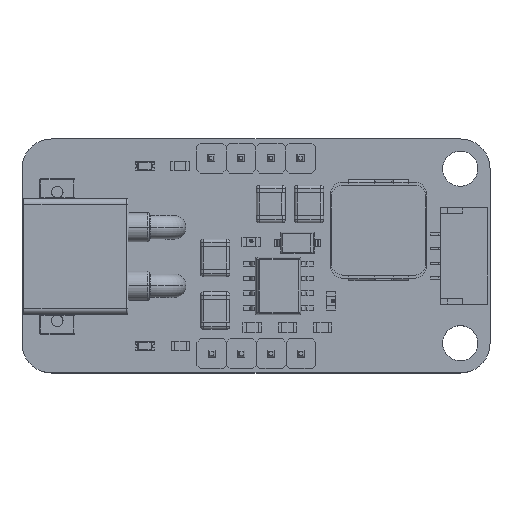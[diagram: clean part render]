
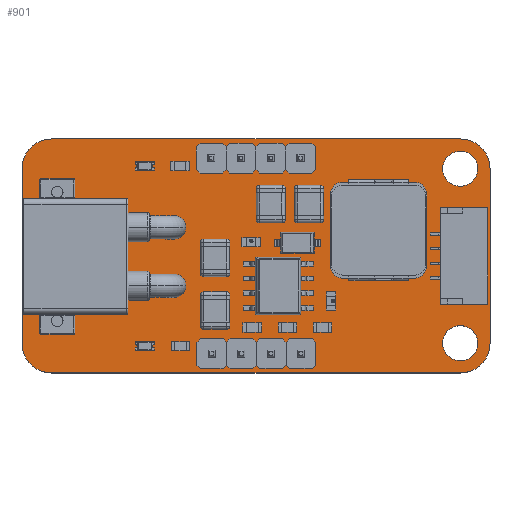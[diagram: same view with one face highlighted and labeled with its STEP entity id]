
A CAD part, top view. The second image highlights one B-rep face of the part: STEP entity #901.
In plain terms, the highlighted planar face has unit normal (0, 0, 1).
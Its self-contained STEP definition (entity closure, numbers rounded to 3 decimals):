
#132 = VERTEX_POINT('',#133);
#133 = CARTESIAN_POINT('',(25.4,27.94,1.691));
#139 = EDGE_CURVE('',#132,#140,#142,.T.);
#140 = VERTEX_POINT('',#141);
#141 = CARTESIAN_POINT('',(25.4,42.86,1.691));
#142 = LINE('',#143,#144);
#143 = CARTESIAN_POINT('',(25.4,27.94,1.691));
#144 = VECTOR('',#145,1.);
#145 = DIRECTION('',(0.,1.,0.));
#170 = EDGE_CURVE('',#140,#171,#173,.T.);
#171 = VERTEX_POINT('',#172);
#172 = CARTESIAN_POINT('',(27.94,45.4,1.691));
#173 = CIRCLE('',#174,2.54);
#174 = AXIS2_PLACEMENT_3D('',#175,#176,#177);
#175 = CARTESIAN_POINT('',(27.94,42.86,1.691));
#176 = DIRECTION('',(0.,0.,-1.));
#177 = DIRECTION('',(-1.,0.,0.));
#203 = EDGE_CURVE('',#171,#204,#206,.T.);
#204 = VERTEX_POINT('',#205);
#205 = CARTESIAN_POINT('',(62.86,45.4,1.691));
#206 = LINE('',#207,#208);
#207 = CARTESIAN_POINT('',(27.94,45.4,1.691));
#208 = VECTOR('',#209,1.);
#209 = DIRECTION('',(1.,0.,0.));
#234 = EDGE_CURVE('',#204,#235,#237,.T.);
#235 = VERTEX_POINT('',#236);
#236 = CARTESIAN_POINT('',(65.4,42.86,1.691));
#237 = CIRCLE('',#238,2.54);
#238 = AXIS2_PLACEMENT_3D('',#239,#240,#241);
#239 = CARTESIAN_POINT('',(62.86,42.86,1.691));
#240 = DIRECTION('',(0.,0.,-1.));
#241 = DIRECTION('',(0.,1.,0.));
#267 = EDGE_CURVE('',#235,#268,#270,.T.);
#268 = VERTEX_POINT('',#269);
#269 = CARTESIAN_POINT('',(65.4,27.94,1.691));
#270 = LINE('',#271,#272);
#271 = CARTESIAN_POINT('',(65.4,42.86,1.691));
#272 = VECTOR('',#273,1.);
#273 = DIRECTION('',(0.,-1.,0.));
#298 = EDGE_CURVE('',#268,#299,#301,.T.);
#299 = VERTEX_POINT('',#300);
#300 = CARTESIAN_POINT('',(62.86,25.4,1.691));
#301 = CIRCLE('',#302,2.54);
#302 = AXIS2_PLACEMENT_3D('',#303,#304,#305);
#303 = CARTESIAN_POINT('',(62.86,27.94,1.691));
#304 = DIRECTION('',(0.,0.,-1.));
#305 = DIRECTION('',(1.,0.,0.));
#331 = EDGE_CURVE('',#299,#332,#334,.T.);
#332 = VERTEX_POINT('',#333);
#333 = CARTESIAN_POINT('',(27.94,25.4,1.691));
#334 = LINE('',#335,#336);
#335 = CARTESIAN_POINT('',(62.86,25.4,1.691));
#336 = VECTOR('',#337,1.);
#337 = DIRECTION('',(-1.,0.,0.));
#362 = EDGE_CURVE('',#332,#132,#363,.T.);
#363 = CIRCLE('',#364,2.54);
#364 = AXIS2_PLACEMENT_3D('',#365,#366,#367);
#365 = CARTESIAN_POINT('',(27.94,27.94,1.691));
#366 = DIRECTION('',(0.,0.,-1.));
#367 = DIRECTION('',(0.,-1.,0.));
#388 = VERTEX_POINT('',#389);
#389 = CARTESIAN_POINT('',(28.948,29.894,1.691));
#395 = EDGE_CURVE('',#388,#388,#396,.T.);
#396 = CIRCLE('',#397,0.5);
#397 = AXIS2_PLACEMENT_3D('',#398,#399,#400);
#398 = CARTESIAN_POINT('',(28.448,29.894,1.691));
#399 = DIRECTION('',(0.,0.,1.));
#400 = DIRECTION('',(1.,0.,0.));
#421 = VERTEX_POINT('',#422);
#422 = CARTESIAN_POINT('',(42.116,27.051,1.691));
#428 = EDGE_CURVE('',#421,#421,#429,.T.);
#429 = CIRCLE('',#430,0.5);
#430 = AXIS2_PLACEMENT_3D('',#431,#432,#433);
#431 = CARTESIAN_POINT('',(41.616,27.051,1.691));
#432 = DIRECTION('',(0.,0.,1.));
#433 = DIRECTION('',(1.,0.,0.));
#454 = VERTEX_POINT('',#455);
#455 = CARTESIAN_POINT('',(39.348,32.894,1.691));
#461 = EDGE_CURVE('',#454,#454,#462,.T.);
#462 = CIRCLE('',#463,0.9);
#463 = AXIS2_PLACEMENT_3D('',#464,#465,#466);
#464 = CARTESIAN_POINT('',(38.448,32.894,1.691));
#465 = DIRECTION('',(0.,0.,1.));
#466 = DIRECTION('',(1.,0.,0.));
#487 = VERTEX_POINT('',#488);
#488 = CARTESIAN_POINT('',(39.348,37.894,1.691));
#494 = EDGE_CURVE('',#487,#487,#495,.T.);
#495 = CIRCLE('',#496,0.9);
#496 = AXIS2_PLACEMENT_3D('',#497,#498,#499);
#497 = CARTESIAN_POINT('',(38.448,37.894,1.691));
#498 = DIRECTION('',(0.,0.,1.));
#499 = DIRECTION('',(1.,0.,0.));
#520 = VERTEX_POINT('',#521);
#521 = CARTESIAN_POINT('',(28.948,40.894,1.691));
#527 = EDGE_CURVE('',#520,#520,#528,.T.);
#528 = CIRCLE('',#529,0.5);
#529 = AXIS2_PLACEMENT_3D('',#530,#531,#532);
#530 = CARTESIAN_POINT('',(28.448,40.894,1.691));
#531 = DIRECTION('',(0.,0.,1.));
#532 = DIRECTION('',(1.,0.,0.));
#553 = VERTEX_POINT('',#554);
#554 = CARTESIAN_POINT('',(44.624,43.749,1.691));
#560 = EDGE_CURVE('',#553,#553,#561,.T.);
#561 = CIRCLE('',#562,0.5);
#562 = AXIS2_PLACEMENT_3D('',#563,#564,#565);
#563 = CARTESIAN_POINT('',(44.124,43.749,1.691));
#564 = DIRECTION('',(0.,0.,1.));
#565 = DIRECTION('',(1.,0.,0.));
#586 = VERTEX_POINT('',#587);
#587 = CARTESIAN_POINT('',(42.084,43.749,1.691));
#593 = EDGE_CURVE('',#586,#586,#594,.T.);
#594 = CIRCLE('',#595,0.5);
#595 = AXIS2_PLACEMENT_3D('',#596,#597,#598);
#596 = CARTESIAN_POINT('',(41.584,43.749,1.691));
#597 = DIRECTION('',(0.,0.,1.));
#598 = DIRECTION('',(1.,0.,0.));
#619 = VERTEX_POINT('',#620);
#620 = CARTESIAN_POINT('',(44.656,27.051,1.691));
#626 = EDGE_CURVE('',#619,#619,#627,.T.);
#627 = CIRCLE('',#628,0.5);
#628 = AXIS2_PLACEMENT_3D('',#629,#630,#631);
#629 = CARTESIAN_POINT('',(44.156,27.051,1.691));
#630 = DIRECTION('',(0.,0.,1.));
#631 = DIRECTION('',(1.,0.,0.));
#652 = VERTEX_POINT('',#653);
#653 = CARTESIAN_POINT('',(47.196,27.051,1.691));
#659 = EDGE_CURVE('',#652,#652,#660,.T.);
#660 = CIRCLE('',#661,0.5);
#661 = AXIS2_PLACEMENT_3D('',#662,#663,#664);
#662 = CARTESIAN_POINT('',(46.696,27.051,1.691));
#663 = DIRECTION('',(0.,0.,1.));
#664 = DIRECTION('',(1.,0.,0.));
#685 = VERTEX_POINT('',#686);
#686 = CARTESIAN_POINT('',(64.36,27.94,1.691));
#692 = EDGE_CURVE('',#685,#685,#693,.T.);
#693 = CIRCLE('',#694,1.5);
#694 = AXIS2_PLACEMENT_3D('',#695,#696,#697);
#695 = CARTESIAN_POINT('',(62.86,27.94,1.691));
#696 = DIRECTION('',(0.,0.,1.));
#697 = DIRECTION('',(1.,0.,0.));
#718 = VERTEX_POINT('',#719);
#719 = CARTESIAN_POINT('',(49.704,43.749,1.691));
#725 = EDGE_CURVE('',#718,#718,#726,.T.);
#726 = CIRCLE('',#727,0.5);
#727 = AXIS2_PLACEMENT_3D('',#728,#729,#730);
#728 = CARTESIAN_POINT('',(49.204,43.749,1.691));
#729 = DIRECTION('',(0.,0.,1.));
#730 = DIRECTION('',(1.,0.,0.));
#751 = VERTEX_POINT('',#752);
#752 = CARTESIAN_POINT('',(47.164,43.749,1.691));
#758 = EDGE_CURVE('',#751,#751,#759,.T.);
#759 = CIRCLE('',#760,0.5);
#760 = AXIS2_PLACEMENT_3D('',#761,#762,#763);
#761 = CARTESIAN_POINT('',(46.664,43.749,1.691));
#762 = DIRECTION('',(0.,0.,1.));
#763 = DIRECTION('',(1.,0.,0.));
#784 = VERTEX_POINT('',#785);
#785 = CARTESIAN_POINT('',(49.736,27.051,1.691));
#791 = EDGE_CURVE('',#784,#784,#792,.T.);
#792 = CIRCLE('',#793,0.5);
#793 = AXIS2_PLACEMENT_3D('',#794,#795,#796);
#794 = CARTESIAN_POINT('',(49.236,27.051,1.691));
#795 = DIRECTION('',(0.,0.,1.));
#796 = DIRECTION('',(1.,0.,0.));
#817 = VERTEX_POINT('',#818);
#818 = CARTESIAN_POINT('',(64.36,42.86,1.691));
#824 = EDGE_CURVE('',#817,#817,#825,.T.);
#825 = CIRCLE('',#826,1.5);
#826 = AXIS2_PLACEMENT_3D('',#827,#828,#829);
#827 = CARTESIAN_POINT('',(62.86,42.86,1.691));
#828 = DIRECTION('',(0.,0.,1.));
#829 = DIRECTION('',(1.,0.,0.));
#901 = ADVANCED_FACE('',(#902,#912,#915,#918,#921,#924,#927,#930,#933,
    #936,#939,#942,#945,#948,#951),#954,.T.);
#902 = FACE_BOUND('',#903,.F.);
#903 = EDGE_LOOP('',(#904,#905,#906,#907,#908,#909,#910,#911));
#904 = ORIENTED_EDGE('',*,*,#139,.T.);
#905 = ORIENTED_EDGE('',*,*,#170,.T.);
#906 = ORIENTED_EDGE('',*,*,#203,.T.);
#907 = ORIENTED_EDGE('',*,*,#234,.T.);
#908 = ORIENTED_EDGE('',*,*,#267,.T.);
#909 = ORIENTED_EDGE('',*,*,#298,.T.);
#910 = ORIENTED_EDGE('',*,*,#331,.T.);
#911 = ORIENTED_EDGE('',*,*,#362,.T.);
#912 = FACE_BOUND('',#913,.T.);
#913 = EDGE_LOOP('',(#914));
#914 = ORIENTED_EDGE('',*,*,#395,.F.);
#915 = FACE_BOUND('',#916,.T.);
#916 = EDGE_LOOP('',(#917));
#917 = ORIENTED_EDGE('',*,*,#428,.F.);
#918 = FACE_BOUND('',#919,.T.);
#919 = EDGE_LOOP('',(#920));
#920 = ORIENTED_EDGE('',*,*,#461,.F.);
#921 = FACE_BOUND('',#922,.T.);
#922 = EDGE_LOOP('',(#923));
#923 = ORIENTED_EDGE('',*,*,#494,.F.);
#924 = FACE_BOUND('',#925,.T.);
#925 = EDGE_LOOP('',(#926));
#926 = ORIENTED_EDGE('',*,*,#527,.F.);
#927 = FACE_BOUND('',#928,.T.);
#928 = EDGE_LOOP('',(#929));
#929 = ORIENTED_EDGE('',*,*,#560,.F.);
#930 = FACE_BOUND('',#931,.T.);
#931 = EDGE_LOOP('',(#932));
#932 = ORIENTED_EDGE('',*,*,#593,.F.);
#933 = FACE_BOUND('',#934,.T.);
#934 = EDGE_LOOP('',(#935));
#935 = ORIENTED_EDGE('',*,*,#626,.F.);
#936 = FACE_BOUND('',#937,.T.);
#937 = EDGE_LOOP('',(#938));
#938 = ORIENTED_EDGE('',*,*,#659,.F.);
#939 = FACE_BOUND('',#940,.T.);
#940 = EDGE_LOOP('',(#941));
#941 = ORIENTED_EDGE('',*,*,#692,.F.);
#942 = FACE_BOUND('',#943,.T.);
#943 = EDGE_LOOP('',(#944));
#944 = ORIENTED_EDGE('',*,*,#725,.F.);
#945 = FACE_BOUND('',#946,.T.);
#946 = EDGE_LOOP('',(#947));
#947 = ORIENTED_EDGE('',*,*,#758,.F.);
#948 = FACE_BOUND('',#949,.T.);
#949 = EDGE_LOOP('',(#950));
#950 = ORIENTED_EDGE('',*,*,#791,.F.);
#951 = FACE_BOUND('',#952,.T.);
#952 = EDGE_LOOP('',(#953));
#953 = ORIENTED_EDGE('',*,*,#824,.F.);
#954 = PLANE('',#955);
#955 = AXIS2_PLACEMENT_3D('',#956,#957,#958);
#956 = CARTESIAN_POINT('',(25.4,27.94,1.691));
#957 = DIRECTION('',(0.,0.,1.));
#958 = DIRECTION('',(1.,0.,0.));
